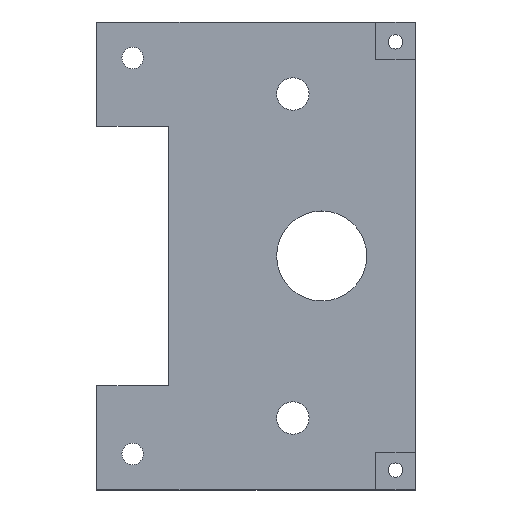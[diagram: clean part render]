
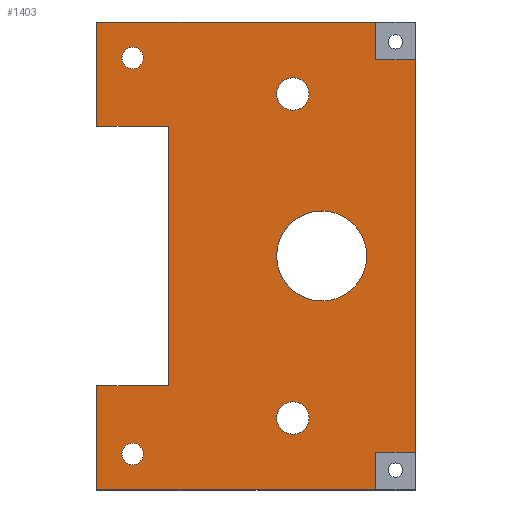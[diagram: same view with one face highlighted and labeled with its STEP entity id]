
A CAD part, top view. The second image highlights one B-rep face of the part: STEP entity #1403.
In plain terms, the highlighted planar face has unit normal (0, 0, 1).
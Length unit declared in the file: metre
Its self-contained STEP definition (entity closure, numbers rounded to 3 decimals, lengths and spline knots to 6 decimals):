
#34=CIRCLE('',#1505,0.0045);
#35=CIRCLE('',#1507,0.0125);
#36=CIRCLE('',#1509,0.003);
#37=CIRCLE('',#1511,0.003);
#38=CIRCLE('',#1514,0.0045);
#312=ORIENTED_EDGE('',*,*,#587,.F.);
#313=ORIENTED_EDGE('',*,*,#571,.T.);
#314=ORIENTED_EDGE('',*,*,#576,.F.);
#315=ORIENTED_EDGE('',*,*,#578,.F.);
#316=ORIENTED_EDGE('',*,*,#580,.F.);
#317=ORIENTED_EDGE('',*,*,#585,.T.);
#318=ORIENTED_EDGE('',*,*,#566,.F.);
#319=ORIENTED_EDGE('',*,*,#569,.F.);
#320=ORIENTED_EDGE('',*,*,#588,.F.);
#321=ORIENTED_EDGE('',*,*,#589,.F.);
#322=ORIENTED_EDGE('',*,*,#560,.F.);
#323=ORIENTED_EDGE('',*,*,#590,.T.);
#324=ORIENTED_EDGE('',*,*,#584,.F.);
#325=ORIENTED_EDGE('',*,*,#583,.F.);
#326=ORIENTED_EDGE('',*,*,#582,.F.);
#327=ORIENTED_EDGE('',*,*,#581,.F.);
#328=ORIENTED_EDGE('',*,*,#586,.F.);
#560=EDGE_CURVE('',#704,#705,#855,.T.);
#566=EDGE_CURVE('',#708,#709,#861,.T.);
#569=EDGE_CURVE('',#710,#708,#864,.T.);
#571=EDGE_CURVE('',#712,#713,#866,.T.);
#576=EDGE_CURVE('',#715,#713,#871,.T.);
#578=EDGE_CURVE('',#716,#715,#873,.T.);
#580=EDGE_CURVE('',#717,#716,#875,.T.);
#581=EDGE_CURVE('',#718,#718,#34,.T.);
#582=EDGE_CURVE('',#719,#719,#35,.T.);
#583=EDGE_CURVE('',#720,#720,#36,.T.);
#584=EDGE_CURVE('',#721,#721,#37,.T.);
#585=EDGE_CURVE('',#717,#709,#876,.T.);
#586=EDGE_CURVE('',#722,#722,#38,.T.);
#587=EDGE_CURVE('',#712,#723,#877,.T.);
#588=EDGE_CURVE('',#724,#710,#878,.T.);
#589=EDGE_CURVE('',#705,#724,#879,.T.);
#590=EDGE_CURVE('',#704,#723,#880,.T.);
#704=VERTEX_POINT('',#2189);
#705=VERTEX_POINT('',#2191);
#708=VERTEX_POINT('',#2200);
#709=VERTEX_POINT('',#2202);
#710=VERTEX_POINT('',#2206);
#712=VERTEX_POINT('',#2212);
#713=VERTEX_POINT('',#2213);
#715=VERTEX_POINT('',#2220);
#716=VERTEX_POINT('',#2224);
#717=VERTEX_POINT('',#2228);
#718=VERTEX_POINT('',#2232);
#719=VERTEX_POINT('',#2235);
#720=VERTEX_POINT('',#2238);
#721=VERTEX_POINT('',#2241);
#722=VERTEX_POINT('',#2246);
#723=VERTEX_POINT('',#2249);
#724=VERTEX_POINT('',#2251);
#855=LINE('',#2190,#1025);
#861=LINE('',#2201,#1031);
#864=LINE('',#2208,#1034);
#866=LINE('',#2211,#1036);
#871=LINE('',#2221,#1041);
#873=LINE('',#2225,#1043);
#875=LINE('',#2229,#1045);
#876=LINE('',#2243,#1046);
#877=LINE('',#2248,#1047);
#878=LINE('',#2250,#1048);
#879=LINE('',#2252,#1049);
#880=LINE('',#2253,#1050);
#1025=VECTOR('',#1790,1.);
#1031=VECTOR('',#1798,1.);
#1034=VECTOR('',#1803,1.);
#1036=VECTOR('',#1807,1.);
#1041=VECTOR('',#1814,1.);
#1043=VECTOR('',#1818,1.);
#1045=VECTOR('',#1822,1.);
#1046=VECTOR('',#1841,1.);
#1047=VECTOR('',#1848,1.);
#1048=VECTOR('',#1849,1.);
#1049=VECTOR('',#1850,1.);
#1050=VECTOR('',#1851,1.);
#1145=EDGE_LOOP('',(#312,#313,#314,#315,#316,#317,#318,#319,#320,#321,#322,
#323));
#1146=EDGE_LOOP('',(#324));
#1147=EDGE_LOOP('',(#325));
#1148=EDGE_LOOP('',(#326));
#1149=EDGE_LOOP('',(#327));
#1150=EDGE_LOOP('',(#328));
#1245=FACE_BOUND('',#1145,.T.);
#1246=FACE_BOUND('',#1146,.T.);
#1247=FACE_BOUND('',#1147,.T.);
#1248=FACE_BOUND('',#1148,.T.);
#1249=FACE_BOUND('',#1149,.T.);
#1250=FACE_BOUND('',#1150,.T.);
#1324=PLANE('',#1515);
#1403=ADVANCED_FACE('',(#1245,#1246,#1247,#1248,#1249,#1250),#1324,.T.);
#1505=AXIS2_PLACEMENT_3D('',#2231,#1825,#1826);
#1507=AXIS2_PLACEMENT_3D('',#2234,#1829,#1830);
#1509=AXIS2_PLACEMENT_3D('',#2237,#1833,#1834);
#1511=AXIS2_PLACEMENT_3D('',#2240,#1837,#1838);
#1514=AXIS2_PLACEMENT_3D('',#2245,#1844,#1845);
#1515=AXIS2_PLACEMENT_3D('',#2247,#1846,#1847);
#1790=DIRECTION('',(0.,-1.,0.));
#1798=DIRECTION('',(0.,1.,0.));
#1803=DIRECTION('',(-1.,0.,0.));
#1807=DIRECTION('',(-1.,0.,0.));
#1814=DIRECTION('',(0.,1.,0.));
#1818=DIRECTION('',(-1.,0.,0.));
#1822=DIRECTION('',(0.,1.,0.));
#1825=DIRECTION('',(0.,0.,1.));
#1826=DIRECTION('',(1.,0.,0.));
#1829=DIRECTION('',(0.,0.,1.));
#1830=DIRECTION('',(1.,0.,0.));
#1833=DIRECTION('',(0.,0.,1.));
#1834=DIRECTION('',(1.,0.,0.));
#1837=DIRECTION('',(0.,0.,1.));
#1838=DIRECTION('',(1.,0.,0.));
#1841=DIRECTION('',(-1.,0.,0.));
#1844=DIRECTION('',(0.,0.,1.));
#1845=DIRECTION('',(1.,0.,0.));
#1846=DIRECTION('',(0.,0.,1.));
#1847=DIRECTION('',(1.,0.,0.));
#1848=DIRECTION('',(0.,-1.,0.));
#1849=DIRECTION('',(0.,-1.,0.));
#1850=DIRECTION('',(-1.,0.,0.));
#1851=DIRECTION('',(-1.,0.,0.));
#2189=CARTESIAN_POINT('',(-0.2815,0.2495,0.024));
#2190=CARTESIAN_POINT('',(-0.2815,0.195,0.024));
#2191=CARTESIAN_POINT('',(-0.2815,0.1405,0.024));
#2200=CARTESIAN_POINT('',(-0.37,0.13,0.024));
#2201=CARTESIAN_POINT('',(-0.37,0.1445,0.024));
#2202=CARTESIAN_POINT('',(-0.37,0.159,0.024));
#2206=CARTESIAN_POINT('',(-0.2925,0.13,0.024));
#2208=CARTESIAN_POINT('',(-0.32575,0.13,0.024));
#2211=CARTESIAN_POINT('',(-0.32575,0.26,0.024));
#2212=CARTESIAN_POINT('',(-0.2925,0.26,0.024));
#2213=CARTESIAN_POINT('',(-0.37,0.26,0.024));
#2220=CARTESIAN_POINT('',(-0.37,0.231,0.024));
#2221=CARTESIAN_POINT('',(-0.37,0.2455,0.024));
#2224=CARTESIAN_POINT('',(-0.35,0.231,0.024));
#2225=CARTESIAN_POINT('',(-0.36,0.231,0.024));
#2228=CARTESIAN_POINT('',(-0.35,0.159,0.024));
#2229=CARTESIAN_POINT('',(-0.35,0.019998,0.024));
#2231=CARTESIAN_POINT('',(-0.3155,0.24,0.024));
#2232=CARTESIAN_POINT('',(-0.311,0.24,0.024));
#2234=CARTESIAN_POINT('',(-0.3075,0.195,0.024));
#2235=CARTESIAN_POINT('',(-0.295,0.195,0.024));
#2237=CARTESIAN_POINT('',(-0.36,0.25,0.024));
#2238=CARTESIAN_POINT('',(-0.357,0.25,0.024));
#2240=CARTESIAN_POINT('',(-0.36,0.14,0.024));
#2241=CARTESIAN_POINT('',(-0.357,0.14,0.024));
#2243=CARTESIAN_POINT('',(-0.36,0.159,0.024));
#2245=CARTESIAN_POINT('',(-0.3155,0.15,0.024));
#2246=CARTESIAN_POINT('',(-0.311,0.15,0.024));
#2247=CARTESIAN_POINT('',(-0.175,0.204999,0.024));
#2248=CARTESIAN_POINT('',(-0.2925,0.26,0.024));
#2249=CARTESIAN_POINT('',(-0.2925,0.2495,0.024));
#2250=CARTESIAN_POINT('',(-0.2925,0.13,0.024));
#2251=CARTESIAN_POINT('',(-0.2925,0.1405,0.024));
#2252=CARTESIAN_POINT('',(-0.287,0.1405,0.024));
#2253=CARTESIAN_POINT('',(-0.287,0.2495,0.024));
